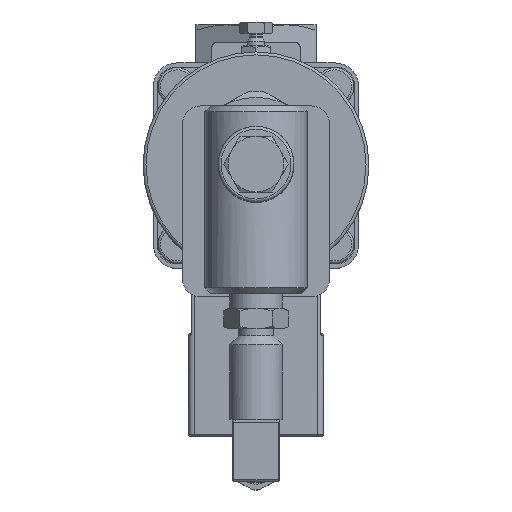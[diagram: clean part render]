
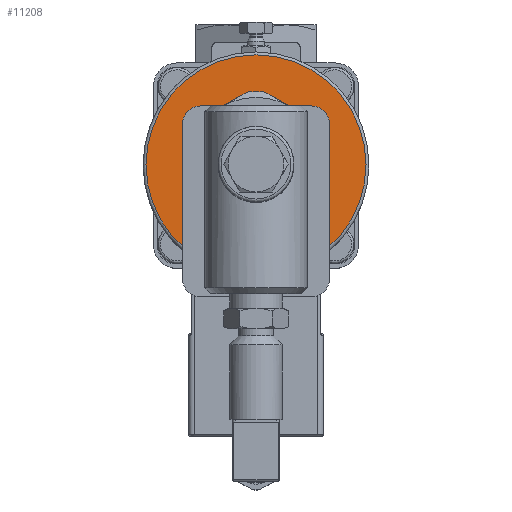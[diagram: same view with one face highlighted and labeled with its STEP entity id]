
A CAD part, top view. The second image highlights one B-rep face of the part: STEP entity #11208.
In plain terms, the highlighted planar face has unit normal (0, 0, 1).
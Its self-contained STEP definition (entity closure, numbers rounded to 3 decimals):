
#2521=PLANE('',#12097);
#2950=FACE_BOUND('',#3980,.T.);
#3265=FACE_OUTER_BOUND('',#3979,.T.);
#3979=EDGE_LOOP('',(#8768));
#3980=EDGE_LOOP('',(#8769));
#4679=CIRCLE('',#12098,37.5);
#4680=CIRCLE('',#12099,22.);
#5420=VERTEX_POINT('',#17774);
#5421=VERTEX_POINT('',#17776);
#6643=EDGE_CURVE('',#5420,#5420,#4679,.T.);
#6644=EDGE_CURVE('',#5421,#5421,#4680,.T.);
#8768=ORIENTED_EDGE('',*,*,#6643,.F.);
#8769=ORIENTED_EDGE('',*,*,#6644,.T.);
#11208=ADVANCED_FACE('',(#3265,#2950),#2521,.T.);
#12097=AXIS2_PLACEMENT_3D('',#17773,#14103,#14104);
#12098=AXIS2_PLACEMENT_3D('',#17775,#14105,#14106);
#12099=AXIS2_PLACEMENT_3D('',#17777,#14107,#14108);
#14103=DIRECTION('center_axis',(0.,0.,
1.));
#14104=DIRECTION('ref_axis',(1.,0.,0.));
#14105=DIRECTION('center_axis',(0.,0.,
-1.));
#14106=DIRECTION('ref_axis',(1.,0.,0.));
#14107=DIRECTION('center_axis',(0.,0.,
-1.));
#14108=DIRECTION('ref_axis',(0.,1.,0.));
#17773=CARTESIAN_POINT('Origin',(0.,0.,
177.7));
#17774=CARTESIAN_POINT('',(-37.5,0.,177.7));
#17775=CARTESIAN_POINT('Origin',(0.,0.,
177.7));
#17776=CARTESIAN_POINT('',(0.,22.,177.7));
#17777=CARTESIAN_POINT('Origin',(0.,0.,
177.7));
